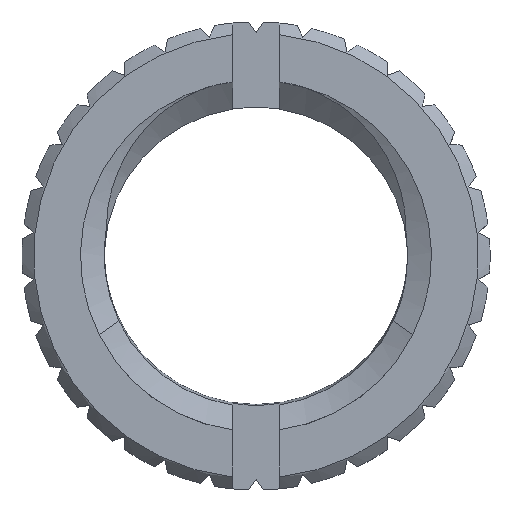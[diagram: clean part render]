
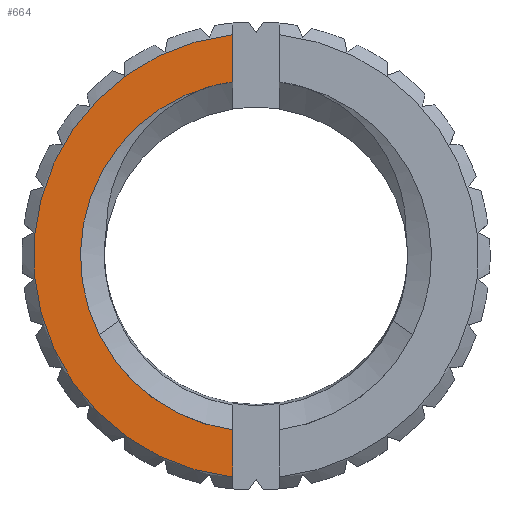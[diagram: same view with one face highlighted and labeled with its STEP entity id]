
A CAD part, top view. The second image highlights one B-rep face of the part: STEP entity #664.
In plain terms, the highlighted planar face has unit normal (0, 0, 1).
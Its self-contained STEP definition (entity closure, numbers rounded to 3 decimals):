
#225=CARTESIAN_POINT('',(-0.4,-3.779,13.5));
#226=VERTEX_POINT('',#225);
#234=CARTESIAN_POINT('',(-0.4,3.779,13.5));
#235=VERTEX_POINT('',#234);
#236=CARTESIAN_POINT('',(0.0,-0.0,13.5));
#237=DIRECTION('',(0.0,0.0,-1.0));
#238=DIRECTION('',(0.0,1.0,0.0));
#239=AXIS2_PLACEMENT_3D('',#236,#237,#238);
#240=CIRCLE('',#239,3.8);
#241=EDGE_CURVE('n� 4707',#226,#235,#240,.T.);
#463=CARTESIAN_POINT('',(-0.4,2.973,13.5));
#464=VERTEX_POINT('',#463);
#465=CARTESIAN_POINT('',(-0.4,-5.774,13.5));
#466=DIRECTION('',(0.0,-1.0,-0.0));
#467=VECTOR('',#466,1.0);
#468=LINE('',#465,#467);
#469=EDGE_CURVE('n� 4706',#235,#464,#468,.T.);
#528=CARTESIAN_POINT('',(-0.4,-2.973,13.5));
#529=VERTEX_POINT('',#528);
#536=CARTESIAN_POINT('',(-0.4,-5.774,13.5));
#537=DIRECTION('',(-0.0,-1.0,-0.0));
#538=VECTOR('',#537,1.0);
#539=LINE('',#536,#538);
#540=EDGE_CURVE('n� 4708',#529,#226,#539,.T.);
#550=CARTESIAN_POINT('',(-2.681,-1.346,13.5));
#551=VERTEX_POINT('',#550);
#552=CARTESIAN_POINT('',(0.0,-0.0,13.5));
#553=DIRECTION('',(0.0,-0.0,1.0));
#554=DIRECTION('',(0.0,-1.0,-0.0));
#555=AXIS2_PLACEMENT_3D('',#552,#553,#554);
#556=CIRCLE('',#555,3.0);
#557=EDGE_CURVE('n� 4703',#551,#529,#556,.T.);
#637=CARTESIAN_POINT('',(-0.755,2.903,13.5));
#638=VERTEX_POINT('',#637);
#639=CARTESIAN_POINT('',(0.0,-0.0,13.5));
#640=DIRECTION('',(-0.0,0.0,-1.0));
#641=DIRECTION('',(0.0,-1.0,-0.0));
#642=AXIS2_PLACEMENT_3D('',#639,#640,#641);
#643=CIRCLE('',#642,3.0);
#644=EDGE_CURVE('n� 4423',#551,#638,#643,.T.);
#645=ORIENTED_EDGE('',*,*,#644,.T.);
#646=CARTESIAN_POINT('',(0.0,-0.0,13.5));
#647=DIRECTION('',(0.0,-0.0,1.0));
#648=DIRECTION('',(0.0,-1.0,-0.0));
#649=AXIS2_PLACEMENT_3D('',#646,#647,#648);
#650=CIRCLE('',#649,3.0);
#651=EDGE_CURVE('n� 4705',#464,#638,#650,.T.);
#652=ORIENTED_EDGE('',*,*,#651,.F.);
#653=ORIENTED_EDGE('',*,*,#469,.F.);
#654=ORIENTED_EDGE('',*,*,#241,.F.);
#655=ORIENTED_EDGE('',*,*,#540,.F.);
#656=ORIENTED_EDGE('',*,*,#557,.F.);
#657=EDGE_LOOP('',(#645,#652,#653,#654,#655,#656));
#658=FACE_OUTER_BOUND('',#657,.T.);
#659=CARTESIAN_POINT('',(-0.0,-5.774,13.5));
#660=DIRECTION('',(0.0,0.0,-1.0));
#661=DIRECTION('',(0.0,1.0,0.0));
#662=AXIS2_PLACEMENT_3D('',#659,#660,#661);
#663=PLANE('',#662);
#664=ADVANCED_FACE('n� 4700',(#658),#663,.F.);
